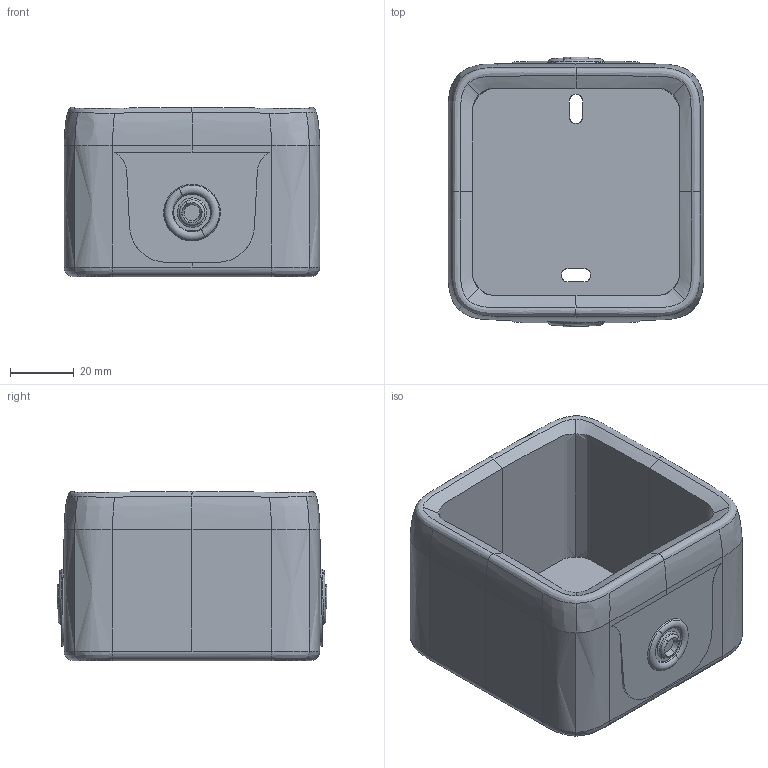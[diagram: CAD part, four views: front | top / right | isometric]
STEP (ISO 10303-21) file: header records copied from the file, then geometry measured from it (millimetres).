
FILE_DESCRIPTION(('CATIA V5 STEP Exchange','CAx-IF Rec.Pracs.--- Model Styling and Organization---1.5--- 2016-08-15','CAx-IF Rec.Pracs.---Supplemental Geometry---1.0---2011-11-01','CAx-IF Rec.Pracs.--- Composite Materials ---1.1---2010-07-15'),'2;1');
FILE_NAME('069689.stp','2022-01-20T14:31:05+00:00',('none'),('none'),'CATIA Version 5-6 Release 2020 SP3','CATIA V5 STEP AP214 v2','none');
FILE_SCHEMA(('AUTOMOTIVE_DESIGN { 1 0 10303 214 1 1 1 1 }'));
Length unit declared in the file: millimetre
Products named in the file (1): 069689
Bounding box: 80 x 84.4 x 52.95 mm (x, y, z)
Surface area: 39588.2 mm2 (no closed solid volume)
Topology: 0 solids, 1 shells, 122 faces, 298 edges, 186 vertices
Faces by surface type: bspline 38, plane 28, extrusion 24, cone 20, torus 8, cylinder 4
Entity records: 22890 total; most frequent: CARTESIAN_POINT 20445, ORIENTED_EDGE 596, EDGE_CURVE 298, DIRECTION 278, VERTEX_POINT 186, B_SPLINE_CURVE_WITH_KNOTS 148, EDGE_LOOP 134, VECTOR 133
